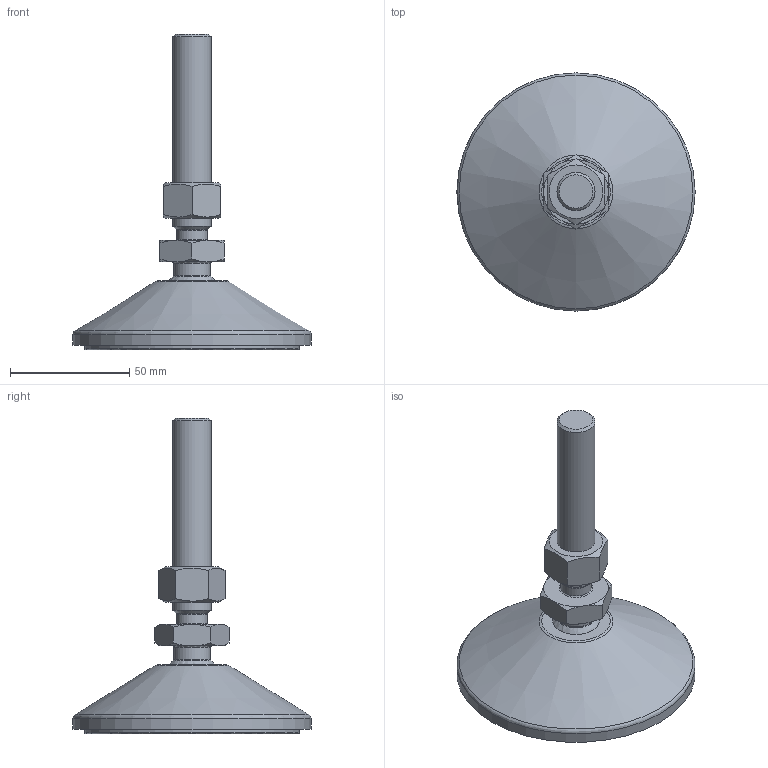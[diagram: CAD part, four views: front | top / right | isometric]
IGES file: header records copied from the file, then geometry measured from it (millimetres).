
Global section: file name: 409916.1.stp.ipt; native system: Autodesk Inventor 2014; preprocessor: unknown; author: zeman; date: 20151020.100004; units: millimetre
Bounding box: 100 x 100 x 132.4 mm (x, y, z)
Volume: 130582 mm3; surface area: 51026.4 mm2
Topology: 4 solids, 4 shells, 95 faces, 251 edges, 169 vertices
Faces by surface type: plane 41, cone 17, cylinder 14, revolution 13, sphere 9, bspline 1
Full cylindrical faces by diameter (mm): 10 x1, 13 x1, 15.5 x1, 16 x1, 90 x1, 100 x1
